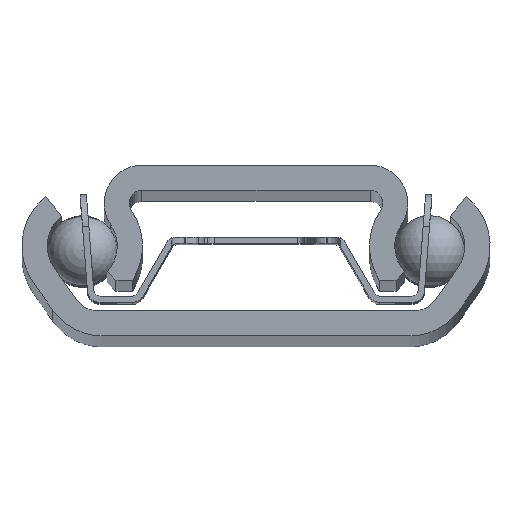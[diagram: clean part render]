
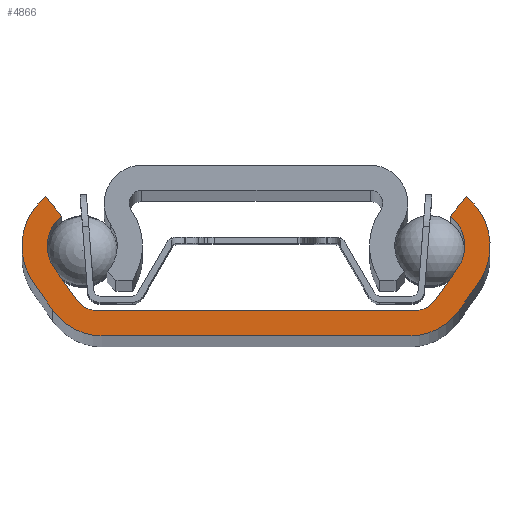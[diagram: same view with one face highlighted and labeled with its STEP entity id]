
A CAD part, top view. The second image highlights one B-rep face of the part: STEP entity #4866.
In plain terms, the highlighted face is planar.
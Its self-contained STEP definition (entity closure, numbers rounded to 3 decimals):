
#192=PLANE('',#5141);
#344=FACE_OUTER_BOUND('',#597,.T.);
#597=EDGE_LOOP('',(#3352,#3353,#3354,#3355,#3356,#3357,#3358,#3359,#3360,
#3361,#3362,#3363,#3364,#3365,#3366,#3367));
#876=LINE('',#7116,#1378);
#880=LINE('',#7128,#1382);
#884=LINE('',#7140,#1386);
#888=LINE('',#7152,#1390);
#892=LINE('',#7164,#1394);
#896=LINE('',#7176,#1398);
#900=LINE('',#7188,#1402);
#904=LINE('',#7199,#1406);
#1378=VECTOR('',#5619,2.694);
#1382=VECTOR('',#5631,2.001);
#1386=VECTOR('',#5643,3.084);
#1390=VECTOR('',#5655,25.1);
#1394=VECTOR('',#5667,3.084);
#1398=VECTOR('',#5679,2.001);
#1402=VECTOR('',#5691,2.694);
#1406=VECTOR('',#5703,24.319);
#1878=CIRCLE('',#5110,4.75);
#1880=CIRCLE('',#5114,5.);
#1882=CIRCLE('',#5118,3.);
#1884=CIRCLE('',#5122,2.);
#1886=CIRCLE('',#5126,2.);
#1888=CIRCLE('',#5130,3.);
#1890=CIRCLE('',#5134,5.);
#1892=CIRCLE('',#5138,4.75);
#2067=VERTEX_POINT('',#7106);
#2068=VERTEX_POINT('',#7107);
#2071=VERTEX_POINT('',#7115);
#2073=VERTEX_POINT('',#7121);
#2075=VERTEX_POINT('',#7127);
#2077=VERTEX_POINT('',#7133);
#2079=VERTEX_POINT('',#7139);
#2081=VERTEX_POINT('',#7145);
#2083=VERTEX_POINT('',#7151);
#2085=VERTEX_POINT('',#7157);
#2087=VERTEX_POINT('',#7163);
#2089=VERTEX_POINT('',#7169);
#2091=VERTEX_POINT('',#7175);
#2093=VERTEX_POINT('',#7181);
#2095=VERTEX_POINT('',#7187);
#2097=VERTEX_POINT('',#7193);
#2561=EDGE_CURVE('',#2067,#2068,#1878,.T.);
#2565=EDGE_CURVE('',#2068,#2071,#876,.T.);
#2568=EDGE_CURVE('',#2071,#2073,#1880,.T.);
#2571=EDGE_CURVE('',#2073,#2075,#880,.T.);
#2574=EDGE_CURVE('',#2075,#2077,#1882,.T.);
#2577=EDGE_CURVE('',#2077,#2079,#884,.T.);
#2580=EDGE_CURVE('',#2079,#2081,#1884,.T.);
#2583=EDGE_CURVE('',#2081,#2083,#888,.T.);
#2586=EDGE_CURVE('',#2083,#2085,#1886,.T.);
#2589=EDGE_CURVE('',#2085,#2087,#892,.T.);
#2592=EDGE_CURVE('',#2087,#2089,#1888,.T.);
#2595=EDGE_CURVE('',#2089,#2091,#896,.T.);
#2598=EDGE_CURVE('',#2091,#2093,#1890,.T.);
#2601=EDGE_CURVE('',#2093,#2095,#900,.T.);
#2604=EDGE_CURVE('',#2095,#2097,#1892,.T.);
#2607=EDGE_CURVE('',#2097,#2067,#904,.T.);
#3352=ORIENTED_EDGE('',*,*,#2561,.F.);
#3353=ORIENTED_EDGE('',*,*,#2607,.F.);
#3354=ORIENTED_EDGE('',*,*,#2604,.F.);
#3355=ORIENTED_EDGE('',*,*,#2601,.F.);
#3356=ORIENTED_EDGE('',*,*,#2598,.F.);
#3357=ORIENTED_EDGE('',*,*,#2595,.F.);
#3358=ORIENTED_EDGE('',*,*,#2592,.F.);
#3359=ORIENTED_EDGE('',*,*,#2589,.F.);
#3360=ORIENTED_EDGE('',*,*,#2586,.F.);
#3361=ORIENTED_EDGE('',*,*,#2583,.F.);
#3362=ORIENTED_EDGE('',*,*,#2580,.F.);
#3363=ORIENTED_EDGE('',*,*,#2577,.F.);
#3364=ORIENTED_EDGE('',*,*,#2574,.F.);
#3365=ORIENTED_EDGE('',*,*,#2571,.F.);
#3366=ORIENTED_EDGE('',*,*,#2568,.F.);
#3367=ORIENTED_EDGE('',*,*,#2565,.F.);
#4866=ADVANCED_FACE('',(#344),#192,.F.);
#5110=AXIS2_PLACEMENT_3D('',#7108,#5611,#5612);
#5114=AXIS2_PLACEMENT_3D('',#7122,#5624,#5625);
#5118=AXIS2_PLACEMENT_3D('',#7134,#5636,#5637);
#5122=AXIS2_PLACEMENT_3D('',#7146,#5648,#5649);
#5126=AXIS2_PLACEMENT_3D('',#7158,#5660,#5661);
#5130=AXIS2_PLACEMENT_3D('',#7170,#5672,#5673);
#5134=AXIS2_PLACEMENT_3D('',#7182,#5684,#5685);
#5138=AXIS2_PLACEMENT_3D('',#7194,#5696,#5697);
#5141=AXIS2_PLACEMENT_3D('',#7201,#5705,#5706);
#5611=DIRECTION('center_axis',(0.,0.,1.));
#5612=DIRECTION('ref_axis',(0.,-1.,0.));
#5619=DIRECTION('',(0.574,0.819,0.));
#5624=DIRECTION('center_axis',(0.,0.,1.));
#5625=DIRECTION('ref_axis',(0.819,-0.574,0.));
#5631=DIRECTION('',(-0.639,-0.769,0.));
#5636=DIRECTION('center_axis',(0.,0.,-1.));
#5637=DIRECTION('ref_axis',(-0.819,0.574,0.));
#5643=DIRECTION('',(-0.574,-0.819,0.));
#5648=DIRECTION('center_axis',(0.,0.,-1.));
#5649=DIRECTION('ref_axis',(0.,1.,0.));
#5655=DIRECTION('',(-1.,0.,0.));
#5660=DIRECTION('center_axis',(0.,0.,-1.));
#5661=DIRECTION('ref_axis',(0.819,0.574,0.));
#5667=DIRECTION('',(-0.574,0.819,0.));
#5672=DIRECTION('center_axis',(0.,0.,-1.));
#5673=DIRECTION('ref_axis',(0.617,-0.787,0.));
#5679=DIRECTION('',(-0.639,0.769,0.));
#5684=DIRECTION('center_axis',(0.,0.,1.));
#5685=DIRECTION('ref_axis',(-0.626,0.78,0.));
#5691=DIRECTION('',(0.574,-0.819,0.));
#5696=DIRECTION('center_axis',(0.,0.,1.));
#5697=DIRECTION('ref_axis',(-0.819,-0.574,0.));
#5703=DIRECTION('',(1.,0.,0.));
#5705=DIRECTION('center_axis',(0.,0.,1.));
#5706=DIRECTION('ref_axis',(1.,0.,0.));
#7106=CARTESIAN_POINT('',(12.16,0.,-500.));
#7107=CARTESIAN_POINT('',(16.051,2.026,-500.));
#7108=CARTESIAN_POINT('Origin',(12.16,4.75,-500.));
#7115=CARTESIAN_POINT('',(17.596,4.232,-500.));
#7116=CARTESIAN_POINT('',(16.051,2.026,-500.));
#7121=CARTESIAN_POINT('',(16.629,11.,-500.));
#7122=CARTESIAN_POINT('Origin',(13.5,7.1,-500.));
#7127=CARTESIAN_POINT('',(15.35,9.462,-500.));
#7128=CARTESIAN_POINT('',(16.629,11.,-500.));
#7133=CARTESIAN_POINT('',(15.957,5.379,-500.));
#7134=CARTESIAN_POINT('Origin',(13.5,7.1,-500.));
#7139=CARTESIAN_POINT('',(14.188,2.853,-500.));
#7140=CARTESIAN_POINT('',(15.957,5.379,-500.));
#7145=CARTESIAN_POINT('',(12.55,2.,-500.));
#7146=CARTESIAN_POINT('Origin',(12.55,4.,-500.));
#7151=CARTESIAN_POINT('',(-12.55,2.,-500.));
#7152=CARTESIAN_POINT('',(0.,2.,-500.));
#7157=CARTESIAN_POINT('',(-14.188,2.853,-500.));
#7158=CARTESIAN_POINT('Origin',(-12.55,4.,-500.));
#7163=CARTESIAN_POINT('',(-15.957,5.379,-500.));
#7164=CARTESIAN_POINT('',(-14.188,2.853,-500.));
#7169=CARTESIAN_POINT('',(-15.35,9.462,-500.));
#7170=CARTESIAN_POINT('Origin',(-13.5,7.1,-500.));
#7175=CARTESIAN_POINT('',(-16.629,11.,-500.));
#7176=CARTESIAN_POINT('',(-15.35,9.462,-500.));
#7181=CARTESIAN_POINT('',(-17.596,4.232,-500.));
#7182=CARTESIAN_POINT('Origin',(-13.5,7.1,-500.));
#7187=CARTESIAN_POINT('',(-16.051,2.026,-500.));
#7188=CARTESIAN_POINT('',(-17.596,4.232,-500.));
#7193=CARTESIAN_POINT('',(-12.16,0.,-500.));
#7194=CARTESIAN_POINT('Origin',(-12.16,4.75,-500.));
#7199=CARTESIAN_POINT('',(0.,0.,-500.));
#7201=CARTESIAN_POINT('Origin',(0.,3.266,-500.));
